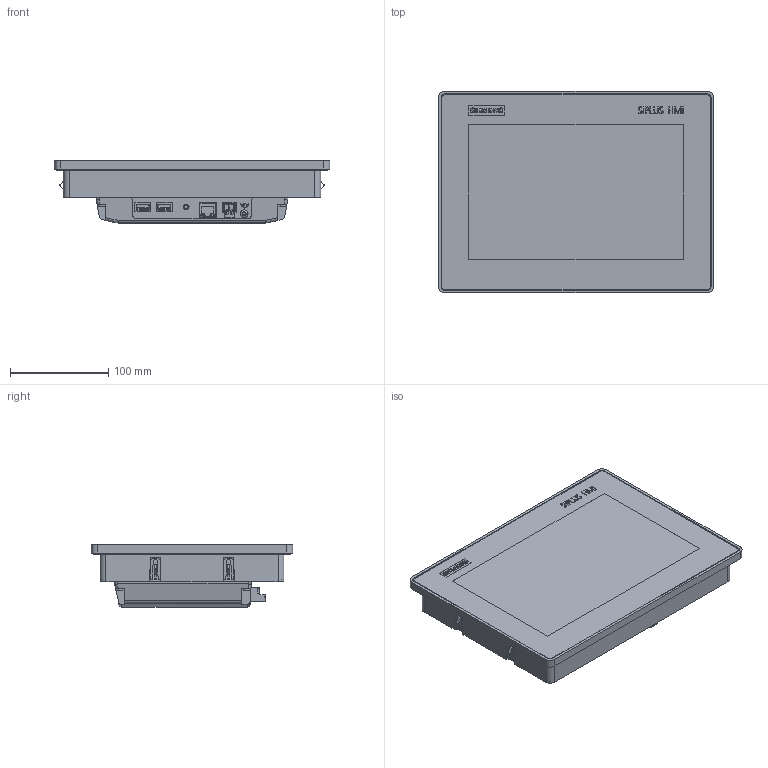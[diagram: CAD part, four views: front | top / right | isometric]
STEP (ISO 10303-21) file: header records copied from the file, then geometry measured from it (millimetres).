
FILE_DESCRIPTION(/* description */ (''),/* implementation_level */ '2;1');
FILE_NAME(/* name */ '6AG1123-3KB32-2AW0_3d.stp',/* time_stamp */ '2025-04-18T05:19:49+02:00',/* author */ (''),/* organization */ (''),/* preprocessor_version */ 'ST-DEVELOPER v18.102',/* originating_system */ 'SIEMENS PLM Software NX 2023',/* authorisation */ '');
FILE_SCHEMA (('AUTOMOTIVE_DESIGN { 1 0 10303 214 3 1 1 1 }'));
Products named in the file (4): A5E42332630A_003; A5E54528054A_001; A5E52543403A_001; A5E54528051A_001
Assembly tree (3 placements, depth 2):
  A5E54528051A_001
    A5E52543403A_001
    A5E54528054A_001
    A5E42332630A_003
Bounding box: 280 x 205 x 63.45 mm (x, y, z)
Volume: 2529439.7 mm3; surface area: 185121 mm2
Topology: 119 solids, 119 shells, 1988 faces, 4901 edges, 3238 vertices
Faces by surface type: plane 1394, extrusion 319, cylinder 258, torus 8, cone 5, bspline 4
Full cylindrical faces by diameter (mm): 1.4 x2, 2.8 x4, 3.5 x3, 4.4 x1, 4.6 x1, 5.5 x10, 6 x5, 6.5 x10, 8 x1
Entity records: 73633 total; most frequent: CARTESIAN_POINT 22737, ORIENTED_EDGE 9656, DIRECTION 7365, EDGE_CURVE 4828, VERTEX_POINT 3218, VECTOR 2915, LINE 2596, AXIS2_PLACEMENT_3D 2225
